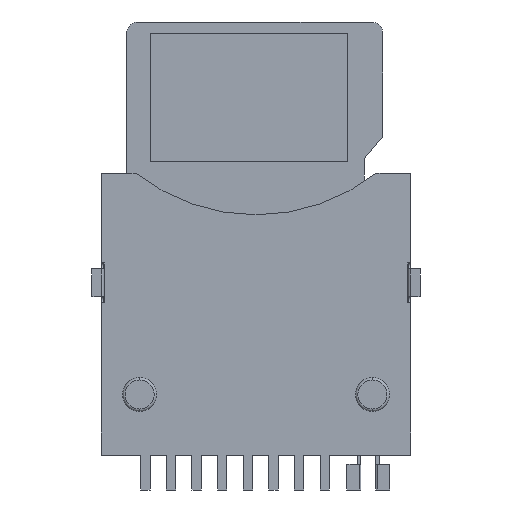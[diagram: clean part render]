
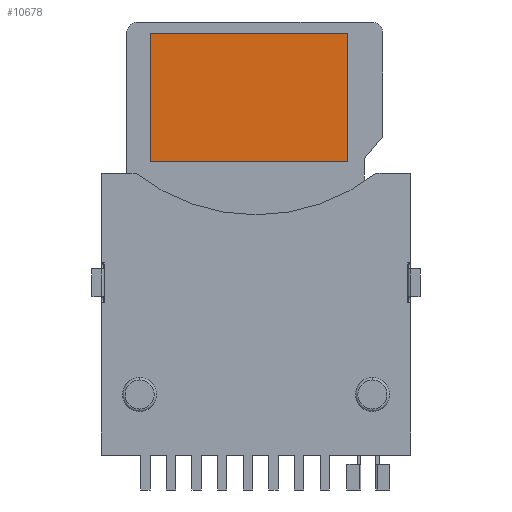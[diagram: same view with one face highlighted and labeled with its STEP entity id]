
A CAD part, front view. The second image highlights one B-rep face of the part: STEP entity #10678.
In plain terms, the highlighted planar face has unit normal (0, -1, 0).
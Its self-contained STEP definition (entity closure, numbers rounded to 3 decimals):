
#894 = ORIENTED_EDGE ( 'NONE', *, *, #3847, .T. ) ;
#1162 = DIRECTION ( 'NONE',  ( -1., 0., 0. ) ) ;
#1696 = CARTESIAN_POINT ( 'NONE',  ( -21.202, 1.937, 20.329 ) ) ;
#1752 = VERTEX_POINT ( 'NONE', #9119 ) ;
#2332 = LINE ( 'NONE', #7198, #11767 ) ;
#2424 = CARTESIAN_POINT ( 'NONE',  ( -12.702, 1.937, 20.329 ) ) ;
#2704 = EDGE_CURVE ( 'NONE', #14737, #3590, #4786, .T. ) ;
#2876 = EDGE_LOOP ( 'NONE', ( #15100, #12116, #894, #14069 ) ) ;
#2903 = CARTESIAN_POINT ( 'NONE',  ( -12.702, 1.937, 20.329 ) ) ;
#3267 = VECTOR ( 'NONE', #10308, 1000. ) ;
#3590 = VERTEX_POINT ( 'NONE', #12616 ) ;
#3847 = EDGE_CURVE ( 'NONE', #3590, #1752, #2332, .T. ) ;
#4786 = LINE ( 'NONE', #1696, #3267 ) ;
#5864 = LINE ( 'NONE', #6132, #7570 ) ;
#6132 = CARTESIAN_POINT ( 'NONE',  ( -12.702, 1.937, 20.329 ) ) ;
#7031 = EDGE_CURVE ( 'NONE', #10117, #14737, #11735, .T. ) ;
#7198 = CARTESIAN_POINT ( 'NONE',  ( -12.702, 1.937, 14.829 ) ) ;
#7374 = DIRECTION ( 'NONE',  ( 0., 0., 1. ) ) ;
#7570 = VECTOR ( 'NONE', #7374, 1000. ) ;
#8284 = PLANE ( 'NONE',  #12512 ) ;
#8552 = DIRECTION ( 'NONE',  ( 0., -1., 0. ) ) ;
#8722 = CARTESIAN_POINT ( 'NONE',  ( -21.202, 1.937, 20.329 ) ) ;
#9119 = CARTESIAN_POINT ( 'NONE',  ( -12.702, 1.937, 14.829 ) ) ;
#10117 = VERTEX_POINT ( 'NONE', #2424 ) ;
#10180 = VECTOR ( 'NONE', #12714, 1000. ) ;
#10308 = DIRECTION ( 'NONE',  ( 0., 0., -1. ) ) ;
#10678 = ADVANCED_FACE ( 'NONE', ( #14760 ), #8284, .T. ) ;
#11735 = LINE ( 'NONE', #2903, #10180 ) ;
#11767 = VECTOR ( 'NONE', #12193, 1000. ) ;
#11888 = EDGE_CURVE ( 'NONE', #1752, #10117, #5864, .T. ) ;
#12116 = ORIENTED_EDGE ( 'NONE', *, *, #2704, .T. ) ;
#12193 = DIRECTION ( 'NONE',  ( 1., 0., 0. ) ) ;
#12512 = AXIS2_PLACEMENT_3D ( 'NONE', #15887, #8552, #1162 ) ;
#12616 = CARTESIAN_POINT ( 'NONE',  ( -21.202, 1.937, 14.829 ) ) ;
#12714 = DIRECTION ( 'NONE',  ( -1., 0., 0. ) ) ;
#14069 = ORIENTED_EDGE ( 'NONE', *, *, #11888, .T. ) ;
#14737 = VERTEX_POINT ( 'NONE', #8722 ) ;
#14760 = FACE_OUTER_BOUND ( 'NONE', #2876, .T. ) ;
#15100 = ORIENTED_EDGE ( 'NONE', *, *, #7031, .T. ) ;
#15887 = CARTESIAN_POINT ( 'NONE',  ( -21.202, 1.937, 20.329 ) ) ;
